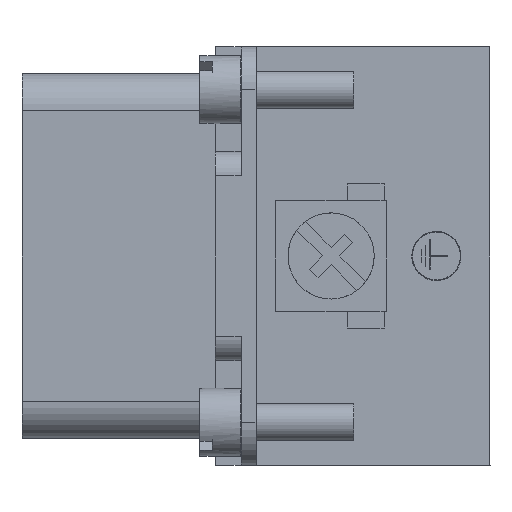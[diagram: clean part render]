
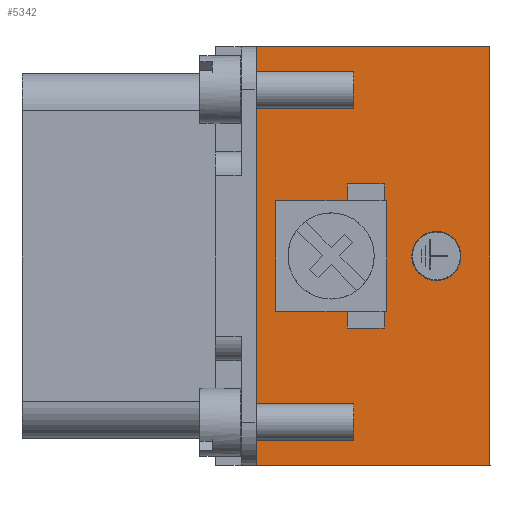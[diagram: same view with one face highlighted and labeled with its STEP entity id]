
A CAD part, left-side view. The second image highlights one B-rep face of the part: STEP entity #5342.
In plain terms, the highlighted planar face has unit normal (-1, 0, 0).
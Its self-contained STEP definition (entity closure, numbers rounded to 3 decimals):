
#4000=B_SPLINE_CURVE_WITH_KNOTS('',3,(#26601,#26602,#26603,#26604,#26605,
#26606,#26607,#26608,#26609,#26610,#26611,#26612,#26613,#26614,#26615,#26616,
#26617,#26618),.UNSPECIFIED.,.T.,.F.,(2,2,2,2,2,2,2,2,2,2,2),(-0.125,0.,
0.125,0.25,0.375,0.5,0.625,0.75,0.875,1.,1.125),.UNSPECIFIED.);
#4518=FACE_BOUND('',#7587,.T.);
#4519=FACE_BOUND('',#7588,.T.);
#4520=FACE_BOUND('',#7589,.T.);
#5342=ADVANCED_FACE('',(#4518,#4519,#4520),#5962,.T.);
#5962=PLANE('',#19266);
#7587=EDGE_LOOP('',(#10698));
#7588=EDGE_LOOP('',(#10699,#10700,#10701,#10702,#10703,#10704,#10705,#10706,
#10707,#10708,#10709,#10710));
#7589=EDGE_LOOP('',(#10711,#10712,#10713,#10714));
#10698=ORIENTED_EDGE('',*,*,#14259,.T.);
#10699=ORIENTED_EDGE('',*,*,#14341,.T.);
#10700=ORIENTED_EDGE('',*,*,#14318,.T.);
#10701=ORIENTED_EDGE('',*,*,#14321,.T.);
#10702=ORIENTED_EDGE('',*,*,#14323,.T.);
#10703=ORIENTED_EDGE('',*,*,#14325,.T.);
#10704=ORIENTED_EDGE('',*,*,#14327,.T.);
#10705=ORIENTED_EDGE('',*,*,#14329,.T.);
#10706=ORIENTED_EDGE('',*,*,#14331,.T.);
#10707=ORIENTED_EDGE('',*,*,#14333,.T.);
#10708=ORIENTED_EDGE('',*,*,#14335,.T.);
#10709=ORIENTED_EDGE('',*,*,#14337,.T.);
#10710=ORIENTED_EDGE('',*,*,#14339,.T.);
#10711=ORIENTED_EDGE('',*,*,#14444,.T.);
#10712=ORIENTED_EDGE('',*,*,#14448,.T.);
#10713=ORIENTED_EDGE('',*,*,#14449,.T.);
#10714=ORIENTED_EDGE('',*,*,#14450,.F.);
#12516=VERTEX_POINT('',#26619);
#12559=VERTEX_POINT('',#26747);
#12560=VERTEX_POINT('',#26748);
#12561=VERTEX_POINT('',#26753);
#12562=VERTEX_POINT('',#26757);
#12563=VERTEX_POINT('',#26761);
#12564=VERTEX_POINT('',#26765);
#12565=VERTEX_POINT('',#26769);
#12566=VERTEX_POINT('',#26773);
#12567=VERTEX_POINT('',#26777);
#12568=VERTEX_POINT('',#26781);
#12569=VERTEX_POINT('',#26785);
#12570=VERTEX_POINT('',#26789);
#12647=VERTEX_POINT('',#27013);
#12648=VERTEX_POINT('',#27014);
#12649=VERTEX_POINT('',#27020);
#12650=VERTEX_POINT('',#27022);
#14259=EDGE_CURVE('',#12516,#12516,#4000,.T.);
#14318=EDGE_CURVE('',#12559,#12560,#15786,.T.);
#14321=EDGE_CURVE('',#12560,#12561,#15789,.T.);
#14323=EDGE_CURVE('',#12561,#12562,#15791,.T.);
#14325=EDGE_CURVE('',#12562,#12563,#15793,.T.);
#14327=EDGE_CURVE('',#12563,#12564,#15795,.T.);
#14329=EDGE_CURVE('',#12564,#12565,#15797,.T.);
#14331=EDGE_CURVE('',#12565,#12566,#15799,.T.);
#14333=EDGE_CURVE('',#12566,#12567,#15801,.T.);
#14335=EDGE_CURVE('',#12567,#12568,#15803,.T.);
#14337=EDGE_CURVE('',#12568,#12569,#15805,.T.);
#14339=EDGE_CURVE('',#12569,#12570,#15807,.T.);
#14341=EDGE_CURVE('',#12570,#12559,#15809,.T.);
#14444=EDGE_CURVE('',#12647,#12648,#15886,.T.);
#14448=EDGE_CURVE('',#12648,#12649,#15890,.T.);
#14449=EDGE_CURVE('',#12649,#12650,#15891,.T.);
#14450=EDGE_CURVE('',#12647,#12650,#15892,.T.);
#15786=LINE('',#26746,#17215);
#15789=LINE('',#26752,#17218);
#15791=LINE('',#26756,#17220);
#15793=LINE('',#26760,#17222);
#15795=LINE('',#26764,#17224);
#15797=LINE('',#26768,#17226);
#15799=LINE('',#26772,#17228);
#15801=LINE('',#26776,#17230);
#15803=LINE('',#26780,#17232);
#15805=LINE('',#26784,#17234);
#15807=LINE('',#26788,#17236);
#15809=LINE('',#26792,#17238);
#15886=LINE('',#27012,#17315);
#15890=LINE('',#27019,#17319);
#15891=LINE('',#27021,#17320);
#15892=LINE('',#27023,#17321);
#17215=VECTOR('',#22635,1.);
#17218=VECTOR('',#22640,1.);
#17220=VECTOR('',#22644,1.);
#17222=VECTOR('',#22648,1.);
#17224=VECTOR('',#22652,1.);
#17226=VECTOR('',#22656,1.);
#17228=VECTOR('',#22660,1.);
#17230=VECTOR('',#22664,1.);
#17232=VECTOR('',#22668,1.);
#17234=VECTOR('',#22672,1.);
#17236=VECTOR('',#22676,1.);
#17238=VECTOR('',#22680,1.);
#17315=VECTOR('',#22891,1.);
#17319=VECTOR('',#22897,1.);
#17320=VECTOR('',#22898,1.);
#17321=VECTOR('',#22899,1.);
#19266=AXIS2_PLACEMENT_3D('',#27024,#22900,#22901);
#22635=DIRECTION('',(0.,0.,1.));
#22640=DIRECTION('',(0.,1.,0.));
#22644=DIRECTION('',(0.,0.,1.));
#22648=DIRECTION('',(0.,-1.,0.));
#22652=DIRECTION('',(0.,0.,1.));
#22656=DIRECTION('',(0.,-1.,0.));
#22660=DIRECTION('',(0.,0.,-1.));
#22664=DIRECTION('',(0.,-1.,0.));
#22668=DIRECTION('',(0.,0.,-1.));
#22672=DIRECTION('',(0.,1.,0.));
#22676=DIRECTION('',(0.,0.,-1.));
#22680=DIRECTION('',(0.,1.,0.));
#22891=DIRECTION('',(0.,0.,-1.));
#22897=DIRECTION('',(0.,-1.,0.));
#22898=DIRECTION('',(0.,0.,1.));
#22899=DIRECTION('',(0.,-1.,0.));
#22900=DIRECTION('',(-1.,0.,0.));
#22901=DIRECTION('',(0.,0.,-1.));
#26601=CARTESIAN_POINT('',(-21.501,-12.649,-0.53));
#26602=CARTESIAN_POINT('',(-21.501,-12.65,0.53));
#26603=CARTESIAN_POINT('',(-21.501,-12.861,1.04));
#26604=CARTESIAN_POINT('',(-21.501,-13.61,1.789));
#26605=CARTESIAN_POINT('',(-21.501,-14.12,2.));
#26606=CARTESIAN_POINT('',(-21.501,-15.179,2.));
#26607=CARTESIAN_POINT('',(-21.501,-15.689,1.789));
#26608=CARTESIAN_POINT('',(-21.501,-16.438,1.04));
#26609=CARTESIAN_POINT('',(-21.501,-16.649,0.53));
#26610=CARTESIAN_POINT('',(-21.501,-16.65,-0.53));
#26611=CARTESIAN_POINT('',(-21.501,-16.438,-1.04));
#26612=CARTESIAN_POINT('',(-21.501,-15.689,-1.789));
#26613=CARTESIAN_POINT('',(-21.501,-15.179,-2.));
#26614=CARTESIAN_POINT('',(-21.501,-14.12,-2.));
#26615=CARTESIAN_POINT('',(-21.501,-13.61,-1.789));
#26616=CARTESIAN_POINT('',(-21.501,-12.861,-1.04));
#26617=CARTESIAN_POINT('',(-21.501,-12.649,-0.53));
#26618=CARTESIAN_POINT('',(-21.501,-12.65,0.53));
#26619=CARTESIAN_POINT('',(-21.501,-12.65,0.));
#26746=CARTESIAN_POINT('',(-21.501,-7.4,-5.85));
#26747=CARTESIAN_POINT('',(-21.501,-7.4,-5.85));
#26748=CARTESIAN_POINT('',(-21.501,-7.4,-4.5));
#26752=CARTESIAN_POINT('',(-21.501,-7.4,-4.5));
#26753=CARTESIAN_POINT('',(-21.501,-1.6,-4.5));
#26756=CARTESIAN_POINT('',(-21.501,-1.6,-4.5));
#26757=CARTESIAN_POINT('',(-21.501,-1.6,4.5));
#26760=CARTESIAN_POINT('',(-21.501,-1.6,4.5));
#26761=CARTESIAN_POINT('',(-21.501,-7.4,4.5));
#26764=CARTESIAN_POINT('',(-21.501,-7.4,4.5));
#26765=CARTESIAN_POINT('',(-21.501,-7.4,5.85));
#26768=CARTESIAN_POINT('',(-21.501,-7.4,5.85));
#26769=CARTESIAN_POINT('',(-21.501,-10.4,5.85));
#26772=CARTESIAN_POINT('',(-21.501,-10.4,5.85));
#26773=CARTESIAN_POINT('',(-21.501,-10.4,4.5));
#26776=CARTESIAN_POINT('',(-21.501,-10.4,4.5));
#26777=CARTESIAN_POINT('',(-21.501,-10.6,4.5));
#26780=CARTESIAN_POINT('',(-21.501,-10.6,4.5));
#26781=CARTESIAN_POINT('',(-21.501,-10.6,-4.5));
#26784=CARTESIAN_POINT('',(-21.501,-10.6,-4.5));
#26785=CARTESIAN_POINT('',(-21.501,-10.4,-4.5));
#26788=CARTESIAN_POINT('',(-21.501,-10.4,-4.5));
#26789=CARTESIAN_POINT('',(-21.501,-10.4,-5.85));
#26792=CARTESIAN_POINT('',(-21.501,-10.4,-5.85));
#27012=CARTESIAN_POINT('',(-21.501,0.,16.999));
#27013=CARTESIAN_POINT('',(-21.501,0.,16.999));
#27014=CARTESIAN_POINT('',(-21.501,0.,-17.001));
#27019=CARTESIAN_POINT('',(-21.501,0.,-17.001));
#27020=CARTESIAN_POINT('',(-21.501,-19.,-17.001));
#27021=CARTESIAN_POINT('',(-21.501,-19.,-17.001));
#27022=CARTESIAN_POINT('',(-21.501,-19.,16.999));
#27023=CARTESIAN_POINT('',(-21.501,0.,16.999));
#27024=CARTESIAN_POINT('',(-21.501,19.,16.999));
